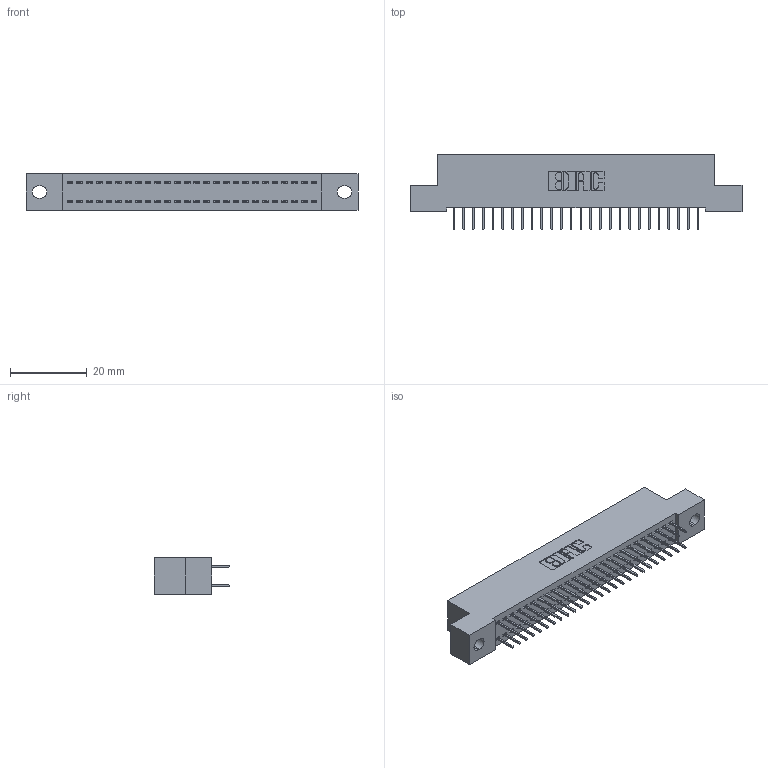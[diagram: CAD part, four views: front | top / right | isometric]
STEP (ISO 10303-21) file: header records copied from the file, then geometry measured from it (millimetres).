
FILE_DESCRIPTION (( 'STEP AP203' ), '1' );
FILE_NAME ('392-052-524-202.STEP', '2018-08-17T05:05:48', ( '' ), ( '' ), 'SwSTEP 2.0', 'SolidWorks 2016', '' );
FILE_SCHEMA (( 'CONFIG_CONTROL_DESIGN' ));
Length unit declared in the file: inch
Products named in the file (3): 392-052-524-202; 342 Part_.128 Slot; 345-292-001_345-293-124
Assembly tree (53 placements, depth 2):
  392-052-524-202
    342 Part_.128 Slot
    345-292-001_345-293-124  x52
Bounding box: 86.36 x 19.69 x 9.4 mm (x, y, z)
Volume: 7552.9 mm3; surface area: 11454.7 mm2
Topology: 53 solids, 53 shells, 3026 faces, 8579 edges, 5510 vertices
Faces by surface type: plane 2254, cylinder 772
Entity records: 18873 total; most frequent: CARTESIAN_POINT 3146, ORIENTED_EDGE 3082, DIRECTION 2717, EDGE_CURVE 1541, VECTOR 1417, LINE 1417, VERTEX_POINT 1022, AXIS2_PLACEMENT_3D 650
